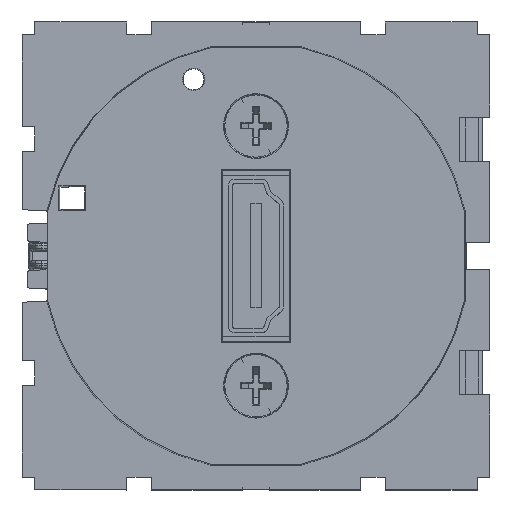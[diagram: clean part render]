
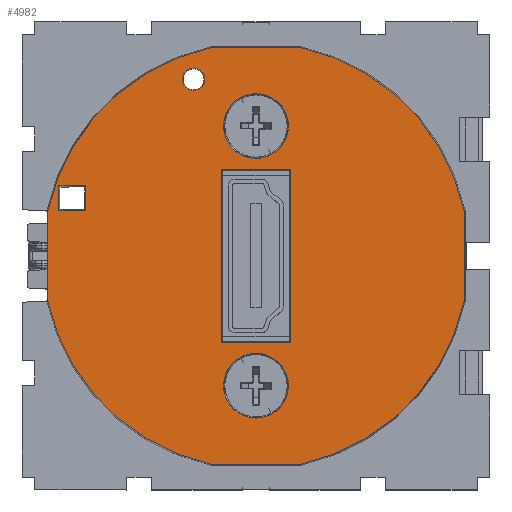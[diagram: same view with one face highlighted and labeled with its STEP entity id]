
A CAD part, top view. The second image highlights one B-rep face of the part: STEP entity #4982.
In plain terms, the highlighted planar face has unit normal (0, 0, 1).
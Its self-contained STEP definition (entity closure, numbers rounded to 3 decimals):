
#4787=AXIS2_PLACEMENT_3D('Circle Axis2P3D',#4785,#4786,$) ;
#4808=AXIS2_PLACEMENT_3D('Plane Axis2P3D',#4805,#4806,#4807) ;
#4812=AXIS2_PLACEMENT_3D('Circle Axis2P3D',#4810,#4811,$) ;
#4826=AXIS2_PLACEMENT_3D('Circle Axis2P3D',#4824,#4825,$) ;
#4840=AXIS2_PLACEMENT_3D('Circle Axis2P3D',#4838,#4839,$) ;
#4862=AXIS2_PLACEMENT_3D('Circle Axis2P3D',#4860,#4861,$) ;
#4871=AXIS2_PLACEMENT_3D('Circle Axis2P3D',#4869,#4870,$) ;
#4880=AXIS2_PLACEMENT_3D('Circle Axis2P3D',#4878,#4879,$) ;
#4889=AXIS2_PLACEMENT_3D('Circle Axis2P3D',#4887,#4888,$) ;
#4966=AXIS2_PLACEMENT_3D('Circle Axis2P3D',#4964,#4965,$) ;
#4975=AXIS2_PLACEMENT_3D('Circle Axis2P3D',#4973,#4974,$) ;
#4174=CARTESIAN_POINT('Vertex',(-20.036,-4.389,6.6)) ;
#4177=CARTESIAN_POINT('Line Origine',(-20.036,0.,6.6)) ;
#4181=CARTESIAN_POINT('Vertex',(-20.036,4.389,6.6)) ;
#4785=CARTESIAN_POINT('Axis2P3D Location',(0.,0.,6.6)) ;
#4789=CARTESIAN_POINT('Vertex',(-4.389,20.036,6.6)) ;
#4805=CARTESIAN_POINT('Axis2P3D Location',(0.,0.,6.6)) ;
#4810=CARTESIAN_POINT('Axis2P3D Location',(0.,0.,6.6)) ;
#4814=CARTESIAN_POINT('Vertex',(-4.389,-20.036,6.6)) ;
#4817=CARTESIAN_POINT('Line Origine',(0.,-20.036,6.6)) ;
#4821=CARTESIAN_POINT('Vertex',(4.389,-20.036,6.6)) ;
#4824=CARTESIAN_POINT('Axis2P3D Location',(0.,0.,6.6)) ;
#4828=CARTESIAN_POINT('Vertex',(20.036,-4.389,6.6)) ;
#4831=CARTESIAN_POINT('Line Origine',(20.036,0.,6.6)) ;
#4835=CARTESIAN_POINT('Vertex',(20.036,4.389,6.6)) ;
#4838=CARTESIAN_POINT('Axis2P3D Location',(0.,0.,6.6)) ;
#4842=CARTESIAN_POINT('Vertex',(4.389,20.036,6.6)) ;
#4845=CARTESIAN_POINT('Line Origine',(0.,20.036,6.6)) ;
#4860=CARTESIAN_POINT('Axis2P3D Location',(0.,-12.5,6.6)) ;
#4864=CARTESIAN_POINT('Vertex',(-1.495,-9.764,6.6)) ;
#4866=CARTESIAN_POINT('Vertex',(1.495,-15.236,6.6)) ;
#4869=CARTESIAN_POINT('Axis2P3D Location',(0.,-12.5,6.6)) ;
#4878=CARTESIAN_POINT('Axis2P3D Location',(0.,12.5,6.6)) ;
#4882=CARTESIAN_POINT('Vertex',(1.495,9.764,6.6)) ;
#4884=CARTESIAN_POINT('Vertex',(-1.495,15.236,6.6)) ;
#4887=CARTESIAN_POINT('Axis2P3D Location',(0.,12.5,6.6)) ;
#4896=CARTESIAN_POINT('Line Origine',(-3.329,0.,6.6)) ;
#4900=CARTESIAN_POINT('Vertex',(-3.329,8.329,6.6)) ;
#4902=CARTESIAN_POINT('Vertex',(-3.329,-8.329,6.6)) ;
#4905=CARTESIAN_POINT('Line Origine',(0.,8.329,6.6)) ;
#4909=CARTESIAN_POINT('Vertex',(3.329,8.329,6.6)) ;
#4912=CARTESIAN_POINT('Line Origine',(3.329,0.,6.6)) ;
#4916=CARTESIAN_POINT('Vertex',(3.329,-8.329,6.6)) ;
#4919=CARTESIAN_POINT('Line Origine',(0.,-8.329,6.6)) ;
#4930=CARTESIAN_POINT('Line Origine',(-17.684,4.367,6.6)) ;
#4934=CARTESIAN_POINT('Vertex',(-18.974,4.367,6.6)) ;
#4936=CARTESIAN_POINT('Vertex',(-16.395,4.367,6.6)) ;
#4939=CARTESIAN_POINT('Line Origine',(-18.974,5.55,6.6)) ;
#4943=CARTESIAN_POINT('Vertex',(-18.974,6.733,6.6)) ;
#4946=CARTESIAN_POINT('Line Origine',(-17.684,6.733,6.6)) ;
#4950=CARTESIAN_POINT('Vertex',(-16.395,6.733,6.6)) ;
#4953=CARTESIAN_POINT('Line Origine',(-16.395,5.55,6.6)) ;
#4964=CARTESIAN_POINT('Axis2P3D Location',(-6.,17.,6.6)) ;
#4968=CARTESIAN_POINT('Vertex',(-7.079,17.,6.6)) ;
#4970=CARTESIAN_POINT('Vertex',(-4.921,17.,6.6)) ;
#4973=CARTESIAN_POINT('Axis2P3D Location',(-6.,17.,6.6)) ;
#4178=DIRECTION('Vector Direction',(0.,-1.,0.)) ;
#4786=DIRECTION('Axis2P3D Direction',(0.,0.,1.)) ;
#4806=DIRECTION('Axis2P3D Direction',(0.,0.,1.)) ;
#4807=DIRECTION('Axis2P3D XDirection',(1.,0.,0.)) ;
#4811=DIRECTION('Axis2P3D Direction',(0.,0.,1.)) ;
#4818=DIRECTION('Vector Direction',(-1.,0.,0.)) ;
#4825=DIRECTION('Axis2P3D Direction',(0.,0.,1.)) ;
#4832=DIRECTION('Vector Direction',(0.,1.,0.)) ;
#4839=DIRECTION('Axis2P3D Direction',(0.,0.,1.)) ;
#4846=DIRECTION('Vector Direction',(1.,0.,0.)) ;
#4861=DIRECTION('Axis2P3D Direction',(0.,0.,1.)) ;
#4870=DIRECTION('Axis2P3D Direction',(0.,0.,1.)) ;
#4879=DIRECTION('Axis2P3D Direction',(0.,0.,1.)) ;
#4888=DIRECTION('Axis2P3D Direction',(0.,0.,1.)) ;
#4897=DIRECTION('Vector Direction',(0.,-1.,0.)) ;
#4906=DIRECTION('Vector Direction',(1.,0.,0.)) ;
#4913=DIRECTION('Vector Direction',(0.,-1.,0.)) ;
#4920=DIRECTION('Vector Direction',(1.,0.,0.)) ;
#4931=DIRECTION('Vector Direction',(1.,0.,0.)) ;
#4940=DIRECTION('Vector Direction',(0.,-1.,0.)) ;
#4947=DIRECTION('Vector Direction',(1.,0.,0.)) ;
#4954=DIRECTION('Vector Direction',(0.,-1.,0.)) ;
#4965=DIRECTION('Axis2P3D Direction',(0.,0.,1.)) ;
#4974=DIRECTION('Axis2P3D Direction',(0.,0.,1.)) ;
#4179=VECTOR('Line Direction',#4178,1.) ;
#4819=VECTOR('Line Direction',#4818,1.) ;
#4833=VECTOR('Line Direction',#4832,1.) ;
#4847=VECTOR('Line Direction',#4846,1.) ;
#4898=VECTOR('Line Direction',#4897,1.) ;
#4907=VECTOR('Line Direction',#4906,1.) ;
#4914=VECTOR('Line Direction',#4913,1.) ;
#4921=VECTOR('Line Direction',#4920,1.) ;
#4932=VECTOR('Line Direction',#4931,1.) ;
#4941=VECTOR('Line Direction',#4940,1.) ;
#4948=VECTOR('Line Direction',#4947,1.) ;
#4955=VECTOR('Line Direction',#4954,1.) ;
#4851=ORIENTED_EDGE('',*,*,#4183,.T.) ;
#4852=ORIENTED_EDGE('',*,*,#4816,.T.) ;
#4853=ORIENTED_EDGE('',*,*,#4823,.T.) ;
#4854=ORIENTED_EDGE('',*,*,#4830,.T.) ;
#4855=ORIENTED_EDGE('',*,*,#4837,.T.) ;
#4856=ORIENTED_EDGE('',*,*,#4844,.T.) ;
#4857=ORIENTED_EDGE('',*,*,#4849,.T.) ;
#4858=ORIENTED_EDGE('',*,*,#4791,.T.) ;
#4875=ORIENTED_EDGE('',*,*,#4868,.F.) ;
#4876=ORIENTED_EDGE('',*,*,#4873,.F.) ;
#4893=ORIENTED_EDGE('',*,*,#4886,.F.) ;
#4894=ORIENTED_EDGE('',*,*,#4891,.F.) ;
#4925=ORIENTED_EDGE('',*,*,#4904,.F.) ;
#4926=ORIENTED_EDGE('',*,*,#4911,.F.) ;
#4927=ORIENTED_EDGE('',*,*,#4918,.F.) ;
#4928=ORIENTED_EDGE('',*,*,#4923,.T.) ;
#4959=ORIENTED_EDGE('',*,*,#4938,.F.) ;
#4960=ORIENTED_EDGE('',*,*,#4945,.F.) ;
#4961=ORIENTED_EDGE('',*,*,#4952,.F.) ;
#4962=ORIENTED_EDGE('',*,*,#4957,.T.) ;
#4979=ORIENTED_EDGE('',*,*,#4972,.T.) ;
#4980=ORIENTED_EDGE('',*,*,#4977,.T.) ;
#4877=FACE_BOUND('',#4874,.T.) ;
#4895=FACE_BOUND('',#4892,.T.) ;
#4929=FACE_BOUND('',#4924,.T.) ;
#4963=FACE_BOUND('',#4958,.T.) ;
#4981=FACE_BOUND('',#4978,.T.) ;
#4982=ADVANCED_FACE('EG00835AA.1\\Corps principal',(#4859,#4877,#4895,#4929,#4963,#4981),#4809,.T.) ;
#4788=CIRCLE('generated circle',#4787,20.511) ;
#4813=CIRCLE('generated circle',#4812,20.511) ;
#4827=CIRCLE('generated circle',#4826,20.511) ;
#4841=CIRCLE('generated circle',#4840,20.511) ;
#4863=CIRCLE('generated circle',#4862,3.117) ;
#4872=CIRCLE('generated circle',#4871,3.117) ;
#4881=CIRCLE('generated circle',#4880,3.117) ;
#4890=CIRCLE('generated circle',#4889,3.117) ;
#4967=CIRCLE('generated circle',#4966,1.079) ;
#4976=CIRCLE('generated circle',#4975,1.079) ;
#4183=EDGE_CURVE('',#4182,#4175,#4180,.T.) ;
#4791=EDGE_CURVE('',#4790,#4182,#4788,.T.) ;
#4816=EDGE_CURVE('',#4175,#4815,#4813,.T.) ;
#4823=EDGE_CURVE('',#4815,#4822,#4820,.F.) ;
#4830=EDGE_CURVE('',#4822,#4829,#4827,.T.) ;
#4837=EDGE_CURVE('',#4829,#4836,#4834,.T.) ;
#4844=EDGE_CURVE('',#4836,#4843,#4841,.T.) ;
#4849=EDGE_CURVE('',#4843,#4790,#4848,.F.) ;
#4868=EDGE_CURVE('',#4865,#4867,#4863,.T.) ;
#4873=EDGE_CURVE('',#4867,#4865,#4872,.T.) ;
#4886=EDGE_CURVE('',#4883,#4885,#4881,.T.) ;
#4891=EDGE_CURVE('',#4885,#4883,#4890,.T.) ;
#4904=EDGE_CURVE('',#4901,#4903,#4899,.T.) ;
#4911=EDGE_CURVE('',#4910,#4901,#4908,.F.) ;
#4918=EDGE_CURVE('',#4917,#4910,#4915,.F.) ;
#4923=EDGE_CURVE('',#4917,#4903,#4922,.F.) ;
#4938=EDGE_CURVE('',#4935,#4937,#4933,.T.) ;
#4945=EDGE_CURVE('',#4944,#4935,#4942,.T.) ;
#4952=EDGE_CURVE('',#4951,#4944,#4949,.F.) ;
#4957=EDGE_CURVE('',#4951,#4937,#4956,.T.) ;
#4972=EDGE_CURVE('',#4969,#4971,#4967,.F.) ;
#4977=EDGE_CURVE('',#4971,#4969,#4976,.F.) ;
#4850=EDGE_LOOP('',(#4851,#4852,#4853,#4854,#4855,#4856,#4857,#4858)) ;
#4874=EDGE_LOOP('',(#4875,#4876)) ;
#4892=EDGE_LOOP('',(#4893,#4894)) ;
#4924=EDGE_LOOP('',(#4925,#4926,#4927,#4928)) ;
#4958=EDGE_LOOP('',(#4959,#4960,#4961,#4962)) ;
#4978=EDGE_LOOP('',(#4979,#4980)) ;
#4859=FACE_OUTER_BOUND('',#4850,.T.) ;
#4180=LINE('Line',#4177,#4179) ;
#4820=LINE('Line',#4817,#4819) ;
#4834=LINE('Line',#4831,#4833) ;
#4848=LINE('Line',#4845,#4847) ;
#4899=LINE('Line',#4896,#4898) ;
#4908=LINE('Line',#4905,#4907) ;
#4915=LINE('Line',#4912,#4914) ;
#4922=LINE('Line',#4919,#4921) ;
#4933=LINE('Line',#4930,#4932) ;
#4942=LINE('Line',#4939,#4941) ;
#4949=LINE('Line',#4946,#4948) ;
#4956=LINE('Line',#4953,#4955) ;
#4809=PLANE('',#4808) ;
#4175=VERTEX_POINT('',#4174) ;
#4182=VERTEX_POINT('',#4181) ;
#4790=VERTEX_POINT('',#4789) ;
#4815=VERTEX_POINT('',#4814) ;
#4822=VERTEX_POINT('',#4821) ;
#4829=VERTEX_POINT('',#4828) ;
#4836=VERTEX_POINT('',#4835) ;
#4843=VERTEX_POINT('',#4842) ;
#4865=VERTEX_POINT('',#4864) ;
#4867=VERTEX_POINT('',#4866) ;
#4883=VERTEX_POINT('',#4882) ;
#4885=VERTEX_POINT('',#4884) ;
#4901=VERTEX_POINT('',#4900) ;
#4903=VERTEX_POINT('',#4902) ;
#4910=VERTEX_POINT('',#4909) ;
#4917=VERTEX_POINT('',#4916) ;
#4935=VERTEX_POINT('',#4934) ;
#4937=VERTEX_POINT('',#4936) ;
#4944=VERTEX_POINT('',#4943) ;
#4951=VERTEX_POINT('',#4950) ;
#4969=VERTEX_POINT('',#4968) ;
#4971=VERTEX_POINT('',#4970) ;
